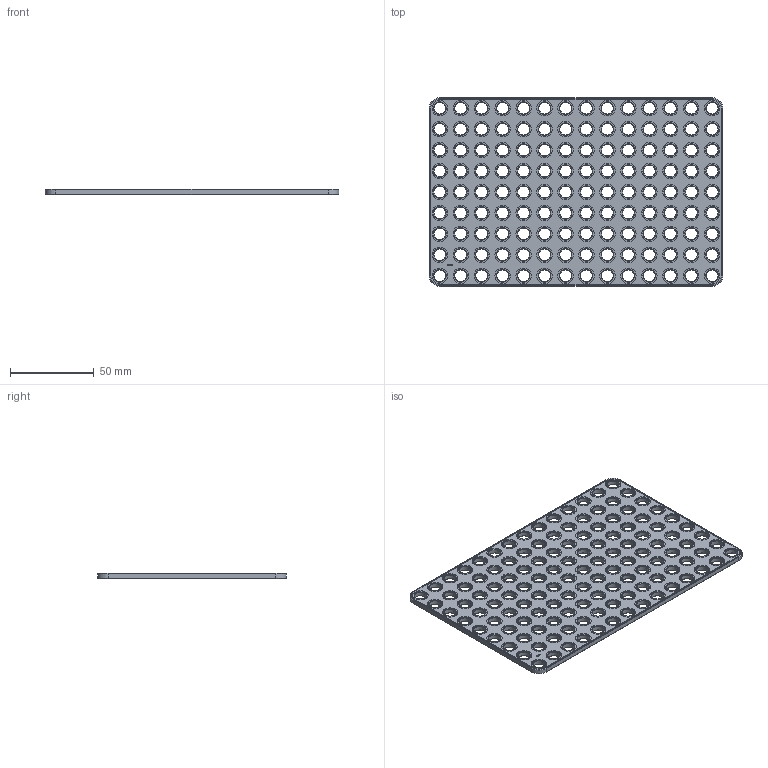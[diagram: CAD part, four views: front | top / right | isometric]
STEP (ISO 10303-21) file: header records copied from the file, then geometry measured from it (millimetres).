
FILE_DESCRIPTION(('FreeCAD Model'),'2;1');
FILE_NAME('Open CASCADE Shape Model','2024-10-08T19:07:38',(''),(''), 'Open CASCADE STEP processor 7.7','FreeCAD','Unknown');
FILE_SCHEMA(('AUTOMOTIVE_DESIGN { 1 0 10303 214 1 1 1 1 }'));
Length unit declared in the file: millimetre
Products named in the file (1): Plate RCT CRNR BU14x09x00.25 - SPN-PLT-0158 (stemfie.org)
Bounding box: 175 x 112.5 x 3.12 mm (x, y, z)
Volume: 43792.4 mm3; surface area: 39730.4 mm2
Topology: 1 solids, 1 shells, 1124 faces, 2621 edges, 1658 vertices
Faces by surface type: plane 454, cylinder 260, cone 260, extrusion 150
Full cylindrical faces by diameter (mm): 7 x126, 9.2 x126
Entity records: 32911 total; most frequent: CARTESIAN_POINT 6628, ORIENTED_EDGE 5242, DIRECTION 5201, EDGE_CURVE 2621, AXIS2_PLACEMENT_3D 1755, VECTOR 1691, VERTEX_POINT 1658, LINE 1541
